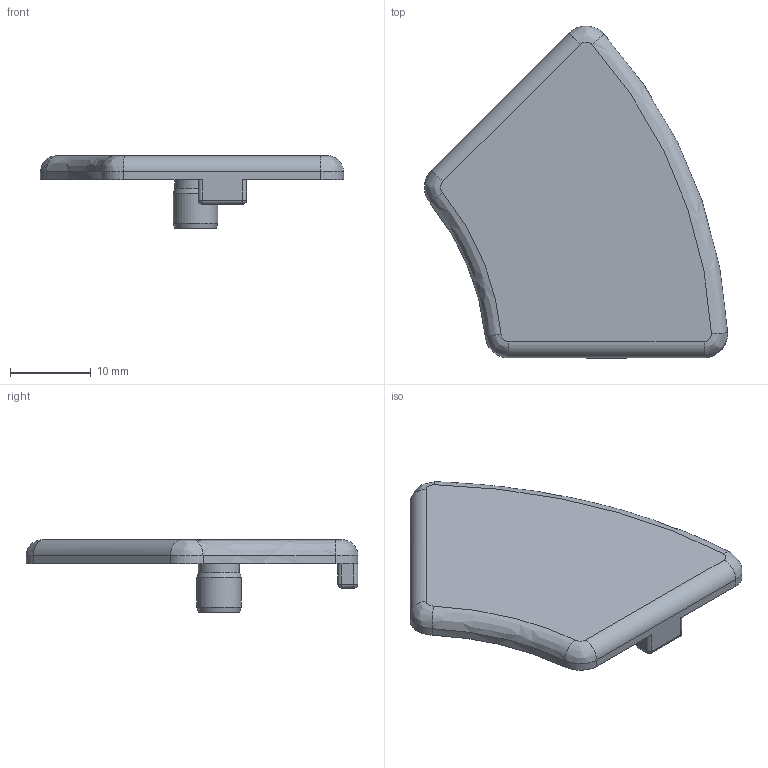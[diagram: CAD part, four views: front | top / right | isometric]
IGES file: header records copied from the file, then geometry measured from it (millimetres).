
Bounding box: 37.56 x 41.12 x 9 mm (x, y, z)
Volume: 3210.6 mm3; surface area: 2549.5 mm2
Topology: 1 solids, 1 shells, 42 faces, 101 edges, 62 vertices
Faces by surface type: bspline 42
